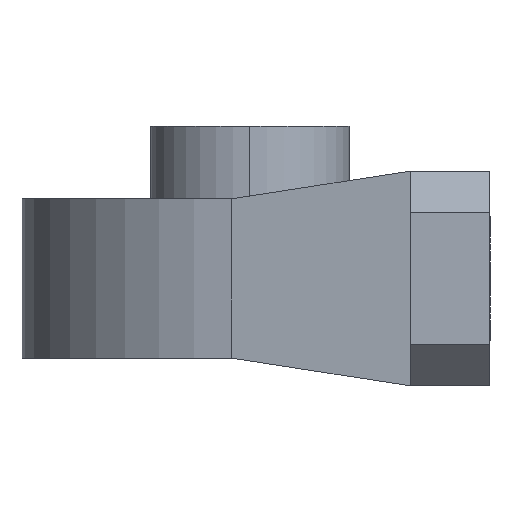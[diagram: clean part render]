
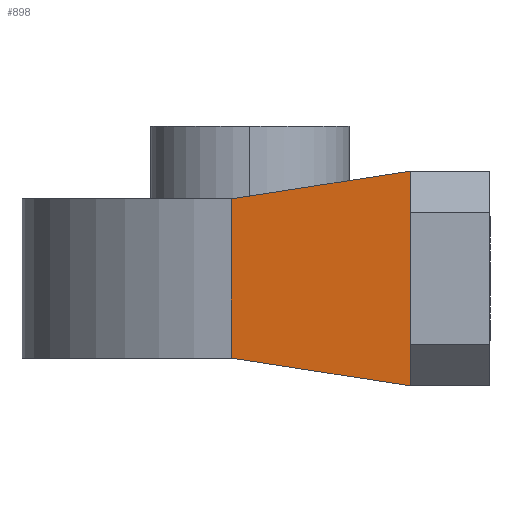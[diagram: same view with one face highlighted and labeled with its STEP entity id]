
A CAD part, left-side view. The second image highlights one B-rep face of the part: STEP entity #898.
In plain terms, the highlighted planar face has unit normal (-0.997, 0.081, 0).
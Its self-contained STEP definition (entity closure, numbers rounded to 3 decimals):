
#6 = CARTESIAN_POINT ( 'NONE',  ( -17.6, 5.8, 7.825 ) ) ;
#23 = AXIS2_PLACEMENT_3D ( 'NONE', #458, #1833, #1543 ) ;
#267 = CARTESIAN_POINT ( 'NONE',  ( -16.546, 18.838, 7.825 ) ) ;
#277 = LINE ( 'NONE', #267, #539 ) ;
#335 = CARTESIAN_POINT ( 'NONE',  ( -16.546, 18.838, -5.8 ) ) ;
#375 = DIRECTION ( 'NONE',  ( 0., 0., -1. ) ) ;
#378 = EDGE_LOOP ( 'NONE', ( #927, #1975, #1289, #1265 ) ) ;
#444 = VECTOR ( 'NONE', #1056, 1000. ) ;
#457 = VERTEX_POINT ( 'NONE', #335 ) ;
#458 = CARTESIAN_POINT ( 'NONE',  ( -17.6, 5.8, 7.825 ) ) ;
#539 = VECTOR ( 'NONE', #1934, 1000. ) ;
#599 = LINE ( 'NONE', #6, #444 ) ;
#638 = VERTEX_POINT ( 'NONE', #1587 ) ;
#719 = EDGE_CURVE ( 'NONE', #766, #638, #1617, .T. ) ;
#744 = EDGE_CURVE ( 'NONE', #882, #457, #277, .T. ) ;
#766 = VERTEX_POINT ( 'NONE', #1046 ) ;
#857 = VECTOR ( 'NONE', #375, 1000. ) ;
#882 = VERTEX_POINT ( 'NONE', #907 ) ;
#898 = ADVANCED_FACE ( 'NONE', ( #1100 ), #1716, .F. ) ;
#907 = CARTESIAN_POINT ( 'NONE',  ( -16.546, 18.838, 5.8 ) ) ;
#927 = ORIENTED_EDGE ( 'NONE', *, *, #719, .F. ) ;
#946 = EDGE_CURVE ( 'NONE', #766, #882, #599, .T. ) ;
#1046 = CARTESIAN_POINT ( 'NONE',  ( -17.6, 5.8, 7.825 ) ) ;
#1056 = DIRECTION ( 'NONE',  ( 0.08, 0.985, -0.153 ) ) ;
#1100 = FACE_OUTER_BOUND ( 'NONE', #378, .T. ) ;
#1265 = ORIENTED_EDGE ( 'NONE', *, *, #1404, .T. ) ;
#1289 = ORIENTED_EDGE ( 'NONE', *, *, #744, .T. ) ;
#1301 = LINE ( 'NONE', #1789, #1442 ) ;
#1404 = EDGE_CURVE ( 'NONE', #457, #638, #1301, .T. ) ;
#1442 = VECTOR ( 'NONE', #1470, 1000. ) ;
#1470 = DIRECTION ( 'NONE',  ( -0.08, -0.985, -0.153 ) ) ;
#1543 = DIRECTION ( 'NONE',  ( 0.081, 0.997, 0. ) ) ;
#1587 = CARTESIAN_POINT ( 'NONE',  ( -17.6, 5.8, -7.825 ) ) ;
#1617 = LINE ( 'NONE', #1763, #857 ) ;
#1716 = PLANE ( 'NONE',  #23 ) ;
#1763 = CARTESIAN_POINT ( 'NONE',  ( -17.6, 5.8, 7.825 ) ) ;
#1789 = CARTESIAN_POINT ( 'NONE',  ( -17.409, 8.158, -7.459 ) ) ;
#1833 = DIRECTION ( 'NONE',  ( 0.997, -0.081, 0. ) ) ;
#1934 = DIRECTION ( 'NONE',  ( 0., 0., -1. ) ) ;
#1975 = ORIENTED_EDGE ( 'NONE', *, *, #946, .T. ) ;
